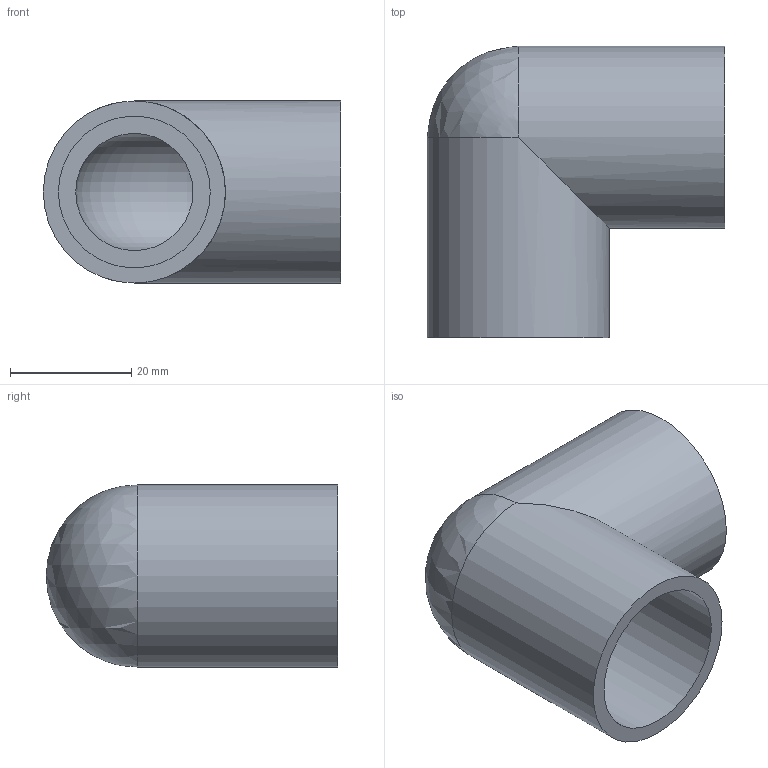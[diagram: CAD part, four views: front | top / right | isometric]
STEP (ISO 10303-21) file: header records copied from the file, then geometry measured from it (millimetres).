
FILE_DESCRIPTION(/* description */ ('PLASSON 90° ELBOW THR-CEM PVC 25-3/4"'),/* implementation_level */ '2;1');
FILE_NAME(/* name */ '050502025007.ipt.stp',/* time_stamp */ '2017-12-07T15:56:17+02:00',/* author */ ('KIM'),/* organization */ (''),/* preprocessor_version */ 'ST-DEVELOPER v15.6',/* originating_system */ 'Autodesk Inventor 2015',/* authorisation */ '');
FILE_SCHEMA (('AUTOMOTIVE_DESIGN { 1 0 10303 214 3 1 1 }'));
Length unit declared in the file: millimetre
Products named in the file (1): 050502025007
Bounding box: 49 x 48 x 30 mm (x, y, z)
Volume: 21587 mm3; surface area: 11311.2 mm2
Topology: 1 solids, 1 shells, 12 faces, 24 edges, 14 vertices
Faces by surface type: cylinder 6, plane 4, torus 1, sphere 1
Full cylindrical faces by diameter (mm): 19.294 x2, 24.117 x1, 25 x1, 30 x2
Entity records: 278 total; most frequent: DIRECTION 52, CARTESIAN_POINT 38, ORIENTED_EDGE 26, AXIS2_PLACEMENT_3D 26, EDGE_LOOP 23, EDGE_CURVE 13, FACE_OUTER_BOUND 12, CIRCLE 12
